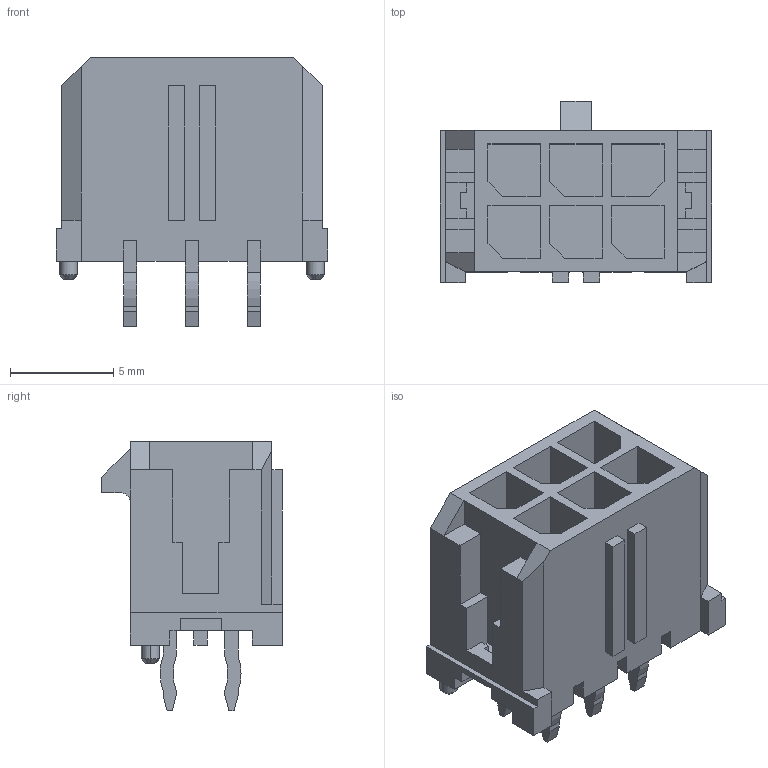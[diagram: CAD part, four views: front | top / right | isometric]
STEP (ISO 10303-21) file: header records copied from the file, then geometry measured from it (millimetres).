
FILE_DESCRIPTION(('STEP AP214'),'1');
FILE_NAME('4995.stp','2017-05-01T10:13:43',('TraceParts'),('TraceParts S.A.'),'Spatial InterOp 3D',' ',' ');
FILE_SCHEMA(('automotive_design'));
Length unit declared in the file: millimetre
Products named in the file (2): 4995_1; 1
Bounding box: 13.15 x 8.77 x 13.09 mm (x, y, z)
Volume: 526.5 mm3; surface area: 1107.6 mm2
Topology: 1 solids, 1 shells, 272 faces, 752 edges, 518 vertices
Faces by surface type: plane 247, cylinder 17, cone 8
Entity records: 8501 total; most frequent: CARTESIAN_POINT 1494, ORIENTED_EDGE 1454, DIRECTION 1362, EDGE_CURVE 727, LINE 690, VECTOR 690, VERTEX_POINT 468, AXIS2_PLACEMENT_3D 336
